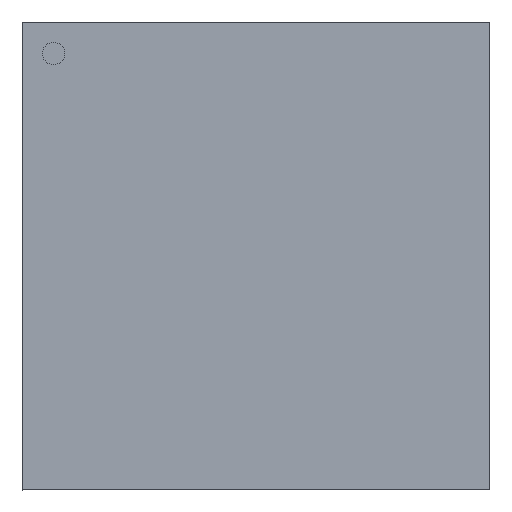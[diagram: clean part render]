
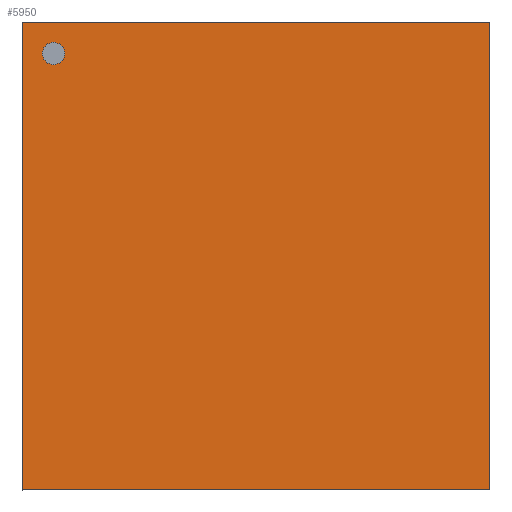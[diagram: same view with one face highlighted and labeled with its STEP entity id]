
A CAD part, top view. The second image highlights one B-rep face of the part: STEP entity #5950.
In plain terms, the highlighted planar face has unit normal (0, 0, 1).
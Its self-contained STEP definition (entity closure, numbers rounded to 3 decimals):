
#85 = VERTEX_POINT ( 'NONE', #27196 ) ;
#438 = CARTESIAN_POINT ( 'NONE',  ( -8.586, 9.086, 1.8 ) ) ;
#1086 = CIRCLE ( 'NONE', #17321, 0.5 ) ;
#1237 = EDGE_LOOP ( 'NONE', ( #14868, #13724, #13839, #24645 ) ) ;
#1249 = CARTESIAN_POINT ( 'NONE',  ( -10.5, -10.5, 1.8 ) ) ;
#1303 = ORIENTED_EDGE ( 'NONE', *, *, #22462, .F. ) ;
#1875 = ORIENTED_EDGE ( 'NONE', *, *, #9690, .F. ) ;
#2097 = VERTEX_POINT ( 'NONE', #7013 ) ;
#2762 = AXIS2_PLACEMENT_3D ( 'NONE', #16346, #22609, #5428 ) ;
#2860 = CARTESIAN_POINT ( 'NONE',  ( 10.5, 10.5, 1.8 ) ) ;
#3582 = LINE ( 'NONE', #1249, #23933 ) ;
#5428 = DIRECTION ( 'NONE',  ( 1., 0., 0. ) ) ;
#5450 = AXIS2_PLACEMENT_3D ( 'NONE', #17310, #22263, #28683 ) ;
#5475 = CARTESIAN_POINT ( 'NONE',  ( -9.086, 9.086, 1.8 ) ) ;
#5950 = ADVANCED_FACE ( 'NONE', ( #10464, #17163 ), #14988, .F. ) ;
#6126 = VERTEX_POINT ( 'NONE', #438 ) ;
#7013 = CARTESIAN_POINT ( 'NONE',  ( -9.586, 9.086, 1.8 ) ) ;
#7274 = VECTOR ( 'NONE', #16812, 1000. ) ;
#7689 = LINE ( 'NONE', #9587, #10894 ) ;
#8087 = DIRECTION ( 'NONE',  ( 1., 0., 0. ) ) ;
#8771 = VERTEX_POINT ( 'NONE', #27231 ) ;
#9587 = CARTESIAN_POINT ( 'NONE',  ( 10.5, -10.5, 1.8 ) ) ;
#9690 = EDGE_CURVE ( 'NONE', #2097, #6126, #18094, .T. ) ;
#9783 = VERTEX_POINT ( 'NONE', #21442 ) ;
#10397 = EDGE_CURVE ( 'NONE', #9783, #8771, #13956, .T. ) ;
#10464 = FACE_BOUND ( 'NONE', #20165, .T. ) ;
#10894 = VECTOR ( 'NONE', #11786, 1000. ) ;
#11786 = DIRECTION ( 'NONE',  ( 0., -1., 0. ) ) ;
#12449 = DIRECTION ( 'NONE',  ( 0., 1., 0. ) ) ;
#13724 = ORIENTED_EDGE ( 'NONE', *, *, #19635, .F. ) ;
#13839 = ORIENTED_EDGE ( 'NONE', *, *, #10397, .F. ) ;
#13956 = LINE ( 'NONE', #20210, #19446 ) ;
#14868 = ORIENTED_EDGE ( 'NONE', *, *, #27763, .F. ) ;
#14988 = PLANE ( 'NONE',  #5450 ) ;
#15443 = CARTESIAN_POINT ( 'NONE',  ( -10.5, 10.5, 1.8 ) ) ;
#16346 = CARTESIAN_POINT ( 'NONE',  ( -9.086, 9.086, 1.8 ) ) ;
#16812 = DIRECTION ( 'NONE',  ( 1., 0., 0. ) ) ;
#17163 = FACE_OUTER_BOUND ( 'NONE', #1237, .T. ) ;
#17310 = CARTESIAN_POINT ( 'NONE',  ( 0., 0., 1.8 ) ) ;
#17321 = AXIS2_PLACEMENT_3D ( 'NONE', #5475, #27615, #8087 ) ;
#18094 = CIRCLE ( 'NONE', #2762, 0.5 ) ;
#19326 = EDGE_CURVE ( 'NONE', #85, #9783, #7689, .T. ) ;
#19446 = VECTOR ( 'NONE', #27492, 1000. ) ;
#19635 = EDGE_CURVE ( 'NONE', #8771, #25626, #3582, .T. ) ;
#20165 = EDGE_LOOP ( 'NONE', ( #1303, #1875 ) ) ;
#20210 = CARTESIAN_POINT ( 'NONE',  ( 10.5, -10.5, 1.8 ) ) ;
#21442 = CARTESIAN_POINT ( 'NONE',  ( 10.5, -10.5, 1.8 ) ) ;
#22263 = DIRECTION ( 'NONE',  ( 0., 0., -1. ) ) ;
#22371 = LINE ( 'NONE', #2860, #7274 ) ;
#22462 = EDGE_CURVE ( 'NONE', #6126, #2097, #1086, .T. ) ;
#22609 = DIRECTION ( 'NONE',  ( 0., 0., 1. ) ) ;
#23933 = VECTOR ( 'NONE', #12449, 1000. ) ;
#24645 = ORIENTED_EDGE ( 'NONE', *, *, #19326, .F. ) ;
#25626 = VERTEX_POINT ( 'NONE', #15443 ) ;
#27196 = CARTESIAN_POINT ( 'NONE',  ( 10.5, 10.5, 1.8 ) ) ;
#27231 = CARTESIAN_POINT ( 'NONE',  ( -10.5, -10.5, 1.8 ) ) ;
#27492 = DIRECTION ( 'NONE',  ( -1., 0., 0. ) ) ;
#27615 = DIRECTION ( 'NONE',  ( 0., 0., 1. ) ) ;
#27763 = EDGE_CURVE ( 'NONE', #25626, #85, #22371, .T. ) ;
#28683 = DIRECTION ( 'NONE',  ( -1., 0., 0. ) ) ;
